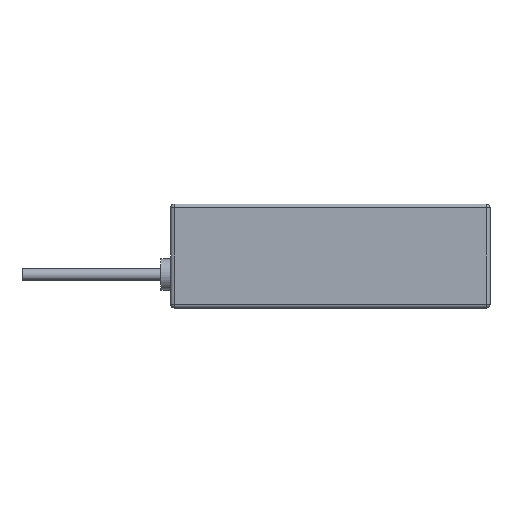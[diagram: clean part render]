
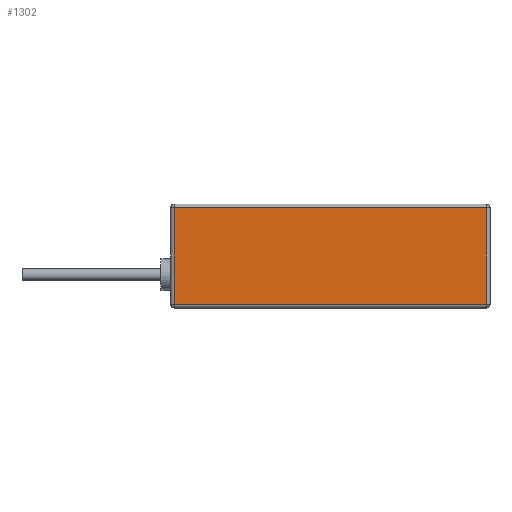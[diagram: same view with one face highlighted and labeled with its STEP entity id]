
A CAD part, front view. The second image highlights one B-rep face of the part: STEP entity #1302.
In plain terms, the highlighted planar face has unit normal (0, -1, 0).
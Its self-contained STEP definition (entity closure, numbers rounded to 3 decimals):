
#2 = CARTESIAN_POINT ( 'NONE',  ( 21., -10.8, 0.5 ) ) ;
#67 = EDGE_CURVE ( 'NONE', #315, #879, #278, .T. ) ;
#76 = DIRECTION ( 'NONE',  ( 0., 0., 1. ) ) ;
#104 = EDGE_CURVE ( 'NONE', #923, #1303, #1666, .T. ) ;
#112 = AXIS2_PLACEMENT_3D ( 'NONE', #605, #482, #76 ) ;
#146 = CARTESIAN_POINT ( 'NONE',  ( 21., -10.8, 13.5 ) ) ;
#193 = VECTOR ( 'NONE', #817, 1000. ) ;
#241 = LINE ( 'NONE', #1710, #328 ) ;
#278 = LINE ( 'NONE', #536, #193 ) ;
#314 = EDGE_CURVE ( 'NONE', #879, #923, #241, .T. ) ;
#315 = VERTEX_POINT ( 'NONE', #639 ) ;
#328 = VECTOR ( 'NONE', #1315, 1000. ) ;
#354 = VECTOR ( 'NONE', #1145, 1000. ) ;
#358 = FACE_OUTER_BOUND ( 'NONE', #383, .T. ) ;
#383 = EDGE_LOOP ( 'NONE', ( #1289, #1479, #1011, #1183 ) ) ;
#444 = VECTOR ( 'NONE', #603, 1000. ) ;
#482 = DIRECTION ( 'NONE',  ( 0., 1., 0. ) ) ;
#536 = CARTESIAN_POINT ( 'NONE',  ( 21.5, -10.8, 0.5 ) ) ;
#603 = DIRECTION ( 'NONE',  ( -1., 0., 0. ) ) ;
#605 = CARTESIAN_POINT ( 'NONE',  ( -21.5, -10.8, 14. ) ) ;
#639 = CARTESIAN_POINT ( 'NONE',  ( -21., -10.8, 0.5 ) ) ;
#817 = DIRECTION ( 'NONE',  ( 1., 0., 0. ) ) ;
#879 = VERTEX_POINT ( 'NONE', #2 ) ;
#923 = VERTEX_POINT ( 'NONE', #146 ) ;
#978 = LINE ( 'NONE', #1656, #354 ) ;
#1011 = ORIENTED_EDGE ( 'NONE', *, *, #67, .T. ) ;
#1145 = DIRECTION ( 'NONE',  ( 0., 0., -1. ) ) ;
#1183 = ORIENTED_EDGE ( 'NONE', *, *, #314, .T. ) ;
#1273 = CARTESIAN_POINT ( 'NONE',  ( -21., -10.8, 13.5 ) ) ;
#1289 = ORIENTED_EDGE ( 'NONE', *, *, #104, .T. ) ;
#1290 = PLANE ( 'NONE',  #112 ) ;
#1302 = ADVANCED_FACE ( 'NONE', ( #358 ), #1290, .F. ) ;
#1303 = VERTEX_POINT ( 'NONE', #1273 ) ;
#1315 = DIRECTION ( 'NONE',  ( 0., 0., 1. ) ) ;
#1386 = CARTESIAN_POINT ( 'NONE',  ( -21.5, -10.8, 13.5 ) ) ;
#1441 = EDGE_CURVE ( 'NONE', #1303, #315, #978, .T. ) ;
#1479 = ORIENTED_EDGE ( 'NONE', *, *, #1441, .T. ) ;
#1656 = CARTESIAN_POINT ( 'NONE',  ( -21., -10.8, 14. ) ) ;
#1666 = LINE ( 'NONE', #1386, #444 ) ;
#1710 = CARTESIAN_POINT ( 'NONE',  ( 21., -10.8, 14. ) ) ;
